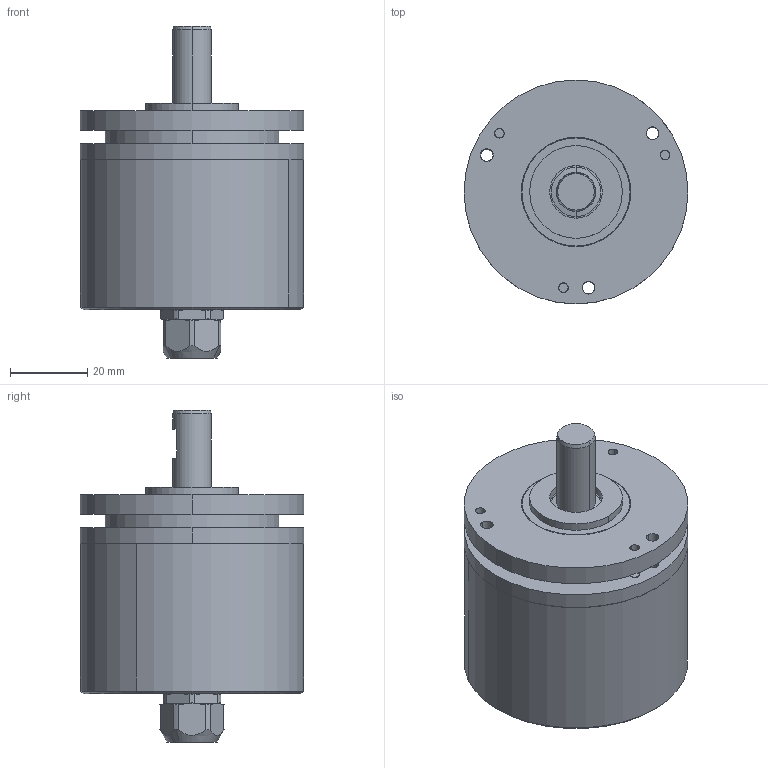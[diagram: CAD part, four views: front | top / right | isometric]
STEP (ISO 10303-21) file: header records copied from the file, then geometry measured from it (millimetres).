
FILE_DESCRIPTION((''),'2;1');
FILE_NAME('530117','2010-11-10T',('se2802'),(''),'PRO/ENGINEER BY PARAMETRIC TECHNOLOGY CORPORATION, 2010180','PRO/ENGINEER BY PARAMETRIC TECHNOLOGY CORPORATION, 2010180','');
FILE_SCHEMA(('CONFIG_CONTROL_DESIGN'));
Length unit declared in the file: millimetre
Products named in the file (1): 530117
Bounding box: 58 x 58 x 86 mm (x, y, z)
Volume: 79581.9 mm3; surface area: 39913.8 mm2
Topology: 2 solids, 4 shells, 1165 faces, 3249 edges, 2117 vertices
Faces by surface type: cylinder 355, plane 336, extrusion 324, cone 86, torus 58, sphere 6
Entity records: 42708 total; most frequent: CARTESIAN_POINT 13430, ORIENTED_EDGE 6494, DIRECTION 5429, EDGE_CURVE 3247, VERTEX_POINT 2117, AXIS2_PLACEMENT_3D 1935, VECTOR 1559, EDGE_LOOP 1272
